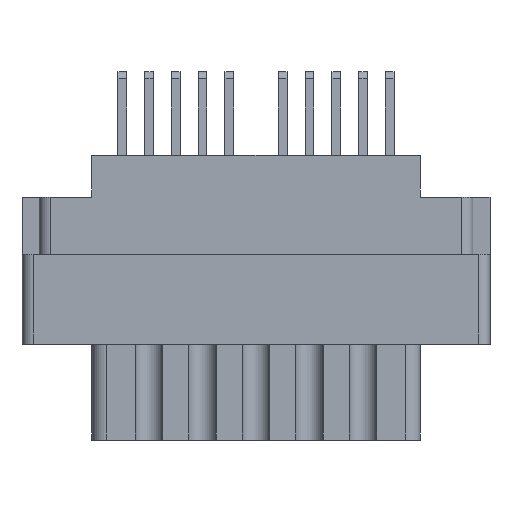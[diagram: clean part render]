
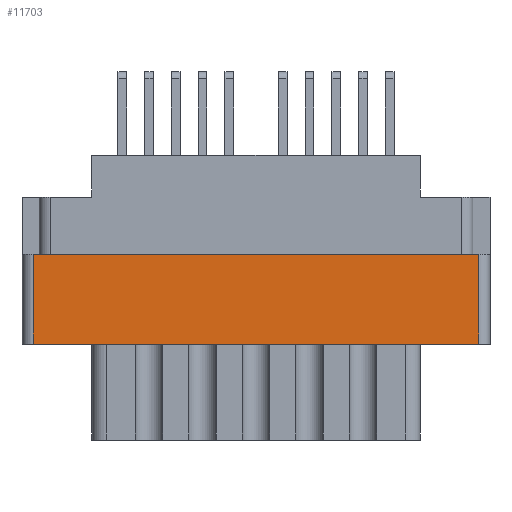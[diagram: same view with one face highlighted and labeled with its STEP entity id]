
A CAD part, front view. The second image highlights one B-rep face of the part: STEP entity #11703.
In plain terms, the highlighted planar face has unit normal (0, -1, 0).
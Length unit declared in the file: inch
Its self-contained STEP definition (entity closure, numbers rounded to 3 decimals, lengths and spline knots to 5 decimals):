
#1509 = CARTESIAN_POINT ( 'NONE',  ( 0.624, -0.343, -0.529 ) ) ;
#2194 = ORIENTED_EDGE ( 'NONE', *, *, #14634, .T. ) ;
#2385 = ORIENTED_EDGE ( 'NONE', *, *, #14971, .F. ) ;
#2835 = LINE ( 'NONE', #19624, #24118 ) ;
#3056 = CARTESIAN_POINT ( 'NONE',  ( 0., -0.343, -0.277 ) ) ;
#3082 = DIRECTION ( 'NONE',  ( 0., 0., 1. ) ) ;
#3192 = FACE_OUTER_BOUND ( 'NONE', #9614, .T. ) ;
#4987 = PLANE ( 'NONE',  #9762 ) ;
#5375 = CARTESIAN_POINT ( 'NONE',  ( -0.656, -0.343, -0.798 ) ) ;
#6563 = VECTOR ( 'NONE', #16217, 39.37008 ) ;
#8418 = LINE ( 'NONE', #11822, #16674 ) ;
#9614 = EDGE_LOOP ( 'NONE', ( #2385, #2194, #15940, #24050 ) ) ;
#9762 = AXIS2_PLACEMENT_3D ( 'NONE', #5375, #13773, #20657 ) ;
#9920 = EDGE_CURVE ( 'NONE', #18437, #26772, #8418, .T. ) ;
#10396 = LINE ( 'NONE', #26372, #24146 ) ;
#11435 = CARTESIAN_POINT ( 'NONE',  ( -0.624, -0.343, -0.277 ) ) ;
#11703 = ADVANCED_FACE ( 'NONE', ( #3192 ), #4987, .T. ) ;
#11822 = CARTESIAN_POINT ( 'NONE',  ( 0.624, -0.343, -0.798 ) ) ;
#12904 = DIRECTION ( 'NONE',  ( 0., 0., -1. ) ) ;
#13593 = VERTEX_POINT ( 'NONE', #11435 ) ;
#13773 = DIRECTION ( 'NONE',  ( 0., -1., 0. ) ) ;
#14202 = EDGE_CURVE ( 'NONE', #18437, #15685, #10396, .T. ) ;
#14634 = EDGE_CURVE ( 'NONE', #13593, #15685, #2835, .T. ) ;
#14971 = EDGE_CURVE ( 'NONE', #13593, #26772, #22026, .T. ) ;
#15685 = VERTEX_POINT ( 'NONE', #18736 ) ;
#15940 = ORIENTED_EDGE ( 'NONE', *, *, #14202, .F. ) ;
#16217 = DIRECTION ( 'NONE',  ( 1., 0., 0. ) ) ;
#16674 = VECTOR ( 'NONE', #3082, 39.37008 ) ;
#18437 = VERTEX_POINT ( 'NONE', #1509 ) ;
#18736 = CARTESIAN_POINT ( 'NONE',  ( -0.624, -0.343, -0.529 ) ) ;
#19561 = DIRECTION ( 'NONE',  ( -1., 0., 0. ) ) ;
#19624 = CARTESIAN_POINT ( 'NONE',  ( -0.624, -0.343, -0.798 ) ) ;
#20657 = DIRECTION ( 'NONE',  ( 0., 0., -1. ) ) ;
#22026 = LINE ( 'NONE', #3056, #6563 ) ;
#23136 = CARTESIAN_POINT ( 'NONE',  ( 0.624, -0.343, -0.277 ) ) ;
#24050 = ORIENTED_EDGE ( 'NONE', *, *, #9920, .T. ) ;
#24118 = VECTOR ( 'NONE', #12904, 39.37008 ) ;
#24146 = VECTOR ( 'NONE', #19561, 39.37008 ) ;
#26372 = CARTESIAN_POINT ( 'NONE',  ( 0., -0.343, -0.529 ) ) ;
#26772 = VERTEX_POINT ( 'NONE', #23136 ) ;
